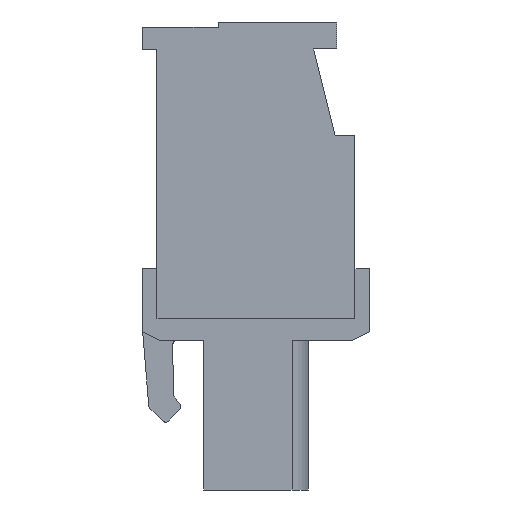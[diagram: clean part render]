
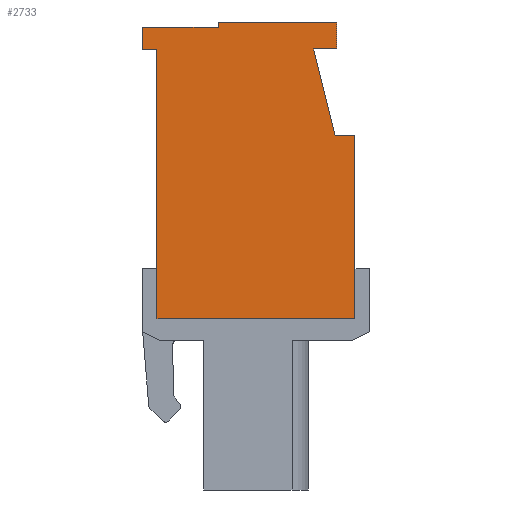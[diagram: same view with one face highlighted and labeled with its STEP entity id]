
A CAD part, left-side view. The second image highlights one B-rep face of the part: STEP entity #2733.
In plain terms, the highlighted planar face has unit normal (-1, 0, 0).
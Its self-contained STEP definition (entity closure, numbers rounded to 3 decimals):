
#2733 = ADVANCED_FACE( '', ( #6088 ), #6089, .T. );
#6088 = FACE_OUTER_BOUND( '', #10242, .T. );
#6089 = PLANE( '', #10243 );
#10242 = EDGE_LOOP( '', ( #17775, #17776, #17777, #17778, #17779, #17780, #17781, #17782, #17783, #17784, #17785, #17786 ) );
#10243 = AXIS2_PLACEMENT_3D( '', #17787, #17788, #17789 );
#17775 = ORIENTED_EDGE( '', *, *, #28283, .T. );
#17776 = ORIENTED_EDGE( '', *, *, #28284, .T. );
#17777 = ORIENTED_EDGE( '', *, *, #28285, .T. );
#17778 = ORIENTED_EDGE( '', *, *, #27915, .T. );
#17779 = ORIENTED_EDGE( '', *, *, #28286, .T. );
#17780 = ORIENTED_EDGE( '', *, *, #28287, .T. );
#17781 = ORIENTED_EDGE( '', *, *, #28055, .T. );
#17782 = ORIENTED_EDGE( '', *, *, #26720, .T. );
#17783 = ORIENTED_EDGE( '', *, *, #28288, .T. );
#17784 = ORIENTED_EDGE( '', *, *, #28289, .T. );
#17785 = ORIENTED_EDGE( '', *, *, #28290, .T. );
#17786 = ORIENTED_EDGE( '', *, *, #28138, .T. );
#17787 = CARTESIAN_POINT( '', ( -30., 0., 0. ) );
#17788 = DIRECTION( '', ( -1., 0., 0. ) );
#17789 = DIRECTION( '', ( 0., 0., 1. ) );
#26720 = EDGE_CURVE( '', #32620, #32701, #32703, .T. );
#27915 = EDGE_CURVE( '', #34629, #34630, #34631, .T. );
#28055 = EDGE_CURVE( '', #34842, #32620, #34843, .T. );
#28138 = EDGE_CURVE( '', #34956, #34957, #34958, .T. );
#28283 = EDGE_CURVE( '', #34957, #35176, #35177, .T. );
#28284 = EDGE_CURVE( '', #35176, #35178, #35179, .T. );
#28285 = EDGE_CURVE( '', #35178, #34629, #35180, .T. );
#28286 = EDGE_CURVE( '', #34630, #35181, #35182, .T. );
#28287 = EDGE_CURVE( '', #35181, #34842, #35183, .T. );
#28288 = EDGE_CURVE( '', #32701, #35184, #35185, .T. );
#28289 = EDGE_CURVE( '', #35184, #35186, #35187, .T. );
#28290 = EDGE_CURVE( '', #35186, #34956, #35188, .T. );
#32620 = VERTEX_POINT( '', #41024 );
#32701 = VERTEX_POINT( '', #41151 );
#32703 = LINE( '', #41154, #41155 );
#34629 = VERTEX_POINT( '', #43984 );
#34630 = VERTEX_POINT( '', #43985 );
#34631 = LINE( '', #43986, #43987 );
#34842 = VERTEX_POINT( '', #44296 );
#34843 = LINE( '', #44297, #44298 );
#34956 = VERTEX_POINT( '', #44470 );
#34957 = VERTEX_POINT( '', #44471 );
#34958 = LINE( '', #44472, #44473 );
#35176 = VERTEX_POINT( '', #44805 );
#35177 = LINE( '', #44806, #44807 );
#35178 = VERTEX_POINT( '', #44808 );
#35179 = LINE( '', #44809, #44810 );
#35180 = LINE( '', #44811, #44812 );
#35181 = VERTEX_POINT( '', #44813 );
#35182 = LINE( '', #44814, #44815 );
#35183 = LINE( '', #44816, #44817 );
#35184 = VERTEX_POINT( '', #44818 );
#35185 = LINE( '', #44819, #44820 );
#35186 = VERTEX_POINT( '', #44821 );
#35187 = LINE( '', #44822, #44823 );
#35188 = LINE( '', #44824, #44825 );
#41024 = CARTESIAN_POINT( '', ( -30., 5.5, -7.475 ) );
#41151 = CARTESIAN_POINT( '', ( -30., -5.5, -7.475 ) );
#41154 = CARTESIAN_POINT( '', ( -30., 5.5, -7.475 ) );
#41155 = VECTOR( '', #49872, 1000. );
#43984 = CARTESIAN_POINT( '', ( -30., 2.1, 8.725 ) );
#43985 = CARTESIAN_POINT( '', ( -30., 6.3, 8.725 ) );
#43986 = CARTESIAN_POINT( '', ( -30., 2.1, 8.725 ) );
#43987 = VECTOR( '', #51015, 1000. );
#44296 = CARTESIAN_POINT( '', ( -30., 5.5, 7.475 ) );
#44297 = CARTESIAN_POINT( '', ( -30., 5.5, 7.475 ) );
#44298 = VECTOR( '', #51141, 1000. );
#44470 = CARTESIAN_POINT( '', ( -30., -3.2, 7.525 ) );
#44471 = CARTESIAN_POINT( '', ( -30., -4.5, 7.525 ) );
#44472 = CARTESIAN_POINT( '', ( -30., -3.2, 7.525 ) );
#44473 = VECTOR( '', #51216, 1000. );
#44805 = CARTESIAN_POINT( '', ( -30., -4.5, 9.025 ) );
#44806 = CARTESIAN_POINT( '', ( -30., -4.5, 7.525 ) );
#44807 = VECTOR( '', #51343, 1000. );
#44808 = CARTESIAN_POINT( '', ( -30., 2.1, 9.025 ) );
#44809 = CARTESIAN_POINT( '', ( -30., -4.5, 9.025 ) );
#44810 = VECTOR( '', #51344, 1000. );
#44811 = CARTESIAN_POINT( '', ( -30., 2.1, 9.025 ) );
#44812 = VECTOR( '', #51345, 1000. );
#44813 = CARTESIAN_POINT( '', ( -30., 6.3, 7.475 ) );
#44814 = CARTESIAN_POINT( '', ( -30., 6.3, 8.725 ) );
#44815 = VECTOR( '', #51346, 1000. );
#44816 = CARTESIAN_POINT( '', ( -30., 6.3, 7.475 ) );
#44817 = VECTOR( '', #51347, 1000. );
#44818 = CARTESIAN_POINT( '', ( -30., -5.5, 2.725 ) );
#44819 = CARTESIAN_POINT( '', ( -30., -5.5, -7.475 ) );
#44820 = VECTOR( '', #51348, 1000. );
#44821 = CARTESIAN_POINT( '', ( -30., -4.4, 2.725 ) );
#44822 = CARTESIAN_POINT( '', ( -30., -5.5, 2.725 ) );
#44823 = VECTOR( '', #51349, 1000. );
#44824 = CARTESIAN_POINT( '', ( -30., -4.4, 2.725 ) );
#44825 = VECTOR( '', #51350, 1000. );
#49872 = DIRECTION( '', ( 0., -1., 0. ) );
#51015 = DIRECTION( '', ( 0., 1., 0. ) );
#51141 = DIRECTION( '', ( 0., 0., -1. ) );
#51216 = DIRECTION( '', ( 0., -1., 0. ) );
#51343 = DIRECTION( '', ( 0., 0., 1. ) );
#51344 = DIRECTION( '', ( 0., 1., 0. ) );
#51345 = DIRECTION( '', ( 0., 0., -1. ) );
#51346 = DIRECTION( '', ( 0., 0., -1. ) );
#51347 = DIRECTION( '', ( 0., -1., 0. ) );
#51348 = DIRECTION( '', ( 0., 0., 1. ) );
#51349 = DIRECTION( '', ( 0., 1., 0. ) );
#51350 = DIRECTION( '', ( 0., 0.243, 0.97 ) );
